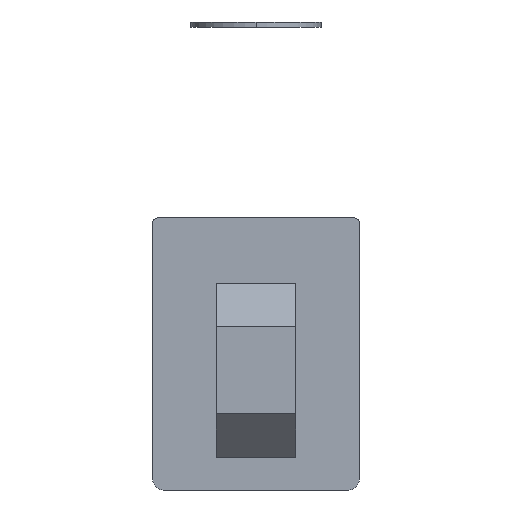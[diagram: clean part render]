
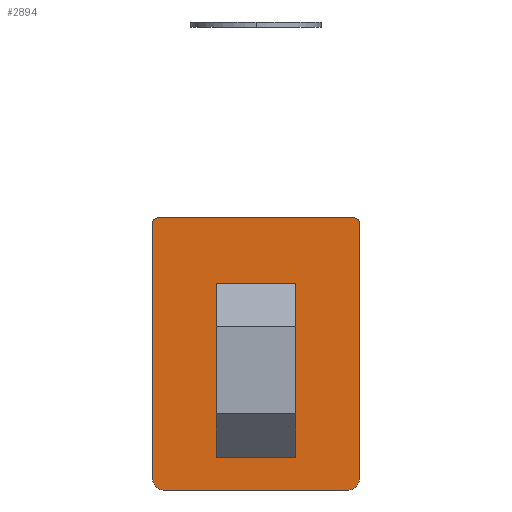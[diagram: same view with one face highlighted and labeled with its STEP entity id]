
A CAD part, front view. The second image highlights one B-rep face of the part: STEP entity #2894.
In plain terms, the highlighted planar face has unit normal (0, -1, 0).
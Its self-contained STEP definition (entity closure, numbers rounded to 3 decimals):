
#28 = EDGE_CURVE ( 'NONE', #2708, #1663, #943, .T. ) ;
#132 = CARTESIAN_POINT ( 'NONE',  ( 1., 0., -25. ) ) ;
#163 = EDGE_CURVE ( 'NONE', #1046, #3766, #4028, .T. ) ;
#180 = EDGE_LOOP ( 'NONE', ( #510, #2595, #1156, #2567, #2143, #3982, #2897, #3466 ) ) ;
#218 = DIRECTION ( 'NONE',  ( 0., 0., 1. ) ) ;
#220 = CARTESIAN_POINT ( 'NONE',  ( 8.85, 0., -17.9 ) ) ;
#303 = DIRECTION ( 'NONE',  ( 0., -1., 0. ) ) ;
#304 = EDGE_CURVE ( 'NONE', #2663, #1663, #623, .T. ) ;
#315 = DIRECTION ( 'NONE',  ( 0., -1., 0. ) ) ;
#331 = VERTEX_POINT ( 'NONE', #3628 ) ;
#436 = AXIS2_PLACEMENT_3D ( 'NONE', #2414, #303, #2763 ) ;
#449 = CARTESIAN_POINT ( 'NONE',  ( 0., 0., -25. ) ) ;
#509 = DIRECTION ( 'NONE',  ( 0., -1., 0. ) ) ;
#510 = ORIENTED_EDGE ( 'NONE', *, *, #1512, .T. ) ;
#623 = LINE ( 'NONE', #449, #1533 ) ;
#691 = AXIS2_PLACEMENT_3D ( 'NONE', #2624, #509, #2974 ) ;
#708 = VECTOR ( 'NONE', #1091, 1000. ) ;
#733 = CARTESIAN_POINT ( 'NONE',  ( 6.15, 0., -17.9 ) ) ;
#739 = DIRECTION ( 'NONE',  ( 1., 0., 0. ) ) ;
#762 = CIRCLE ( 'NONE', #436, 0.5 ) ;
#794 = CIRCLE ( 'NONE', #3947, 1. ) ;
#862 = VERTEX_POINT ( 'NONE', #132 ) ;
#891 = CARTESIAN_POINT ( 'NONE',  ( 10.15, 0., -14.1 ) ) ;
#942 = ORIENTED_EDGE ( 'NONE', *, *, #1192, .F. ) ;
#943 = CIRCLE ( 'NONE', #4471, 0.5 ) ;
#965 = CARTESIAN_POINT ( 'NONE',  ( 6.15, 0., -17.9 ) ) ;
#1003 = EDGE_CURVE ( 'NONE', #2663, #862, #794, .T. ) ;
#1046 = VERTEX_POINT ( 'NONE', #3743 ) ;
#1082 = EDGE_CURVE ( 'NONE', #862, #4272, #2136, .T. ) ;
#1091 = DIRECTION ( 'NONE',  ( 0., 0., -1. ) ) ;
#1109 = CARTESIAN_POINT ( 'NONE',  ( 0., 0., 0. ) ) ;
#1156 = ORIENTED_EDGE ( 'NONE', *, *, #4359, .F. ) ;
#1192 = EDGE_CURVE ( 'NONE', #1288, #1652, #1796, .T. ) ;
#1237 = CARTESIAN_POINT ( 'NONE',  ( 0.5, 0., 0. ) ) ;
#1250 = DIRECTION ( 'NONE',  ( 0., 0., -1. ) ) ;
#1251 = CARTESIAN_POINT ( 'NONE',  ( 1., 0., -24. ) ) ;
#1288 = VERTEX_POINT ( 'NONE', #965 ) ;
#1295 = VERTEX_POINT ( 'NONE', #2732 ) ;
#1308 = CARTESIAN_POINT ( 'NONE',  ( 0.5, 0., -0.5 ) ) ;
#1310 = VECTOR ( 'NONE', #2024, 1000. ) ;
#1352 = PLANE ( 'NONE',  #1550 ) ;
#1379 = EDGE_CURVE ( 'NONE', #4272, #2990, #3026, .T. ) ;
#1409 = LINE ( 'NONE', #4030, #4130 ) ;
#1457 = EDGE_CURVE ( 'NONE', #1652, #2642, #3740, .T. ) ;
#1512 = EDGE_CURVE ( 'NONE', #2990, #331, #1409, .T. ) ;
#1533 = VECTOR ( 'NONE', #2918, 1000. ) ;
#1550 = AXIS2_PLACEMENT_3D ( 'NONE', #3826, #315, #2782 ) ;
#1599 = DIRECTION ( 'NONE',  ( 0., 0., -1. ) ) ;
#1623 = DIRECTION ( 'NONE',  ( -1., 0., 0. ) ) ;
#1652 = VERTEX_POINT ( 'NONE', #3759 ) ;
#1661 = DIRECTION ( 'NONE',  ( 0., 0., -1. ) ) ;
#1663 = VERTEX_POINT ( 'NONE', #1995 ) ;
#1666 = VECTOR ( 'NONE', #3767, 1000. ) ;
#1712 = VECTOR ( 'NONE', #739, 1000. ) ;
#1727 = EDGE_LOOP ( 'NONE', ( #2460, #4518, #3081, #3162, #942, #2170 ) ) ;
#1759 = FACE_BOUND ( 'NONE', #1727, .T. ) ;
#1796 = LINE ( 'NONE', #220, #3555 ) ;
#1902 = CARTESIAN_POINT ( 'NONE',  ( 12.85, 0., -13.9 ) ) ;
#1995 = CARTESIAN_POINT ( 'NONE',  ( 0., 0., -0.5 ) ) ;
#2024 = DIRECTION ( 'NONE',  ( 1., 0., 0. ) ) ;
#2108 = CARTESIAN_POINT ( 'NONE',  ( 19., 0., -24. ) ) ;
#2136 = LINE ( 'NONE', #4147, #1310 ) ;
#2143 = ORIENTED_EDGE ( 'NONE', *, *, #304, .F. ) ;
#2170 = ORIENTED_EDGE ( 'NONE', *, *, #2459, .F. ) ;
#2233 = EDGE_CURVE ( 'NONE', #2642, #1046, #4490, .T. ) ;
#2277 = DIRECTION ( 'NONE',  ( 0., 0., 1. ) ) ;
#2292 = CARTESIAN_POINT ( 'NONE',  ( 0., 0., -24. ) ) ;
#2337 = DIRECTION ( 'NONE',  ( 0., -1., 0. ) ) ;
#2338 = DIRECTION ( 'NONE',  ( 1., 0., 0. ) ) ;
#2414 = CARTESIAN_POINT ( 'NONE',  ( 18.5, 0., -0.5 ) ) ;
#2459 = EDGE_CURVE ( 'NONE', #1295, #1288, #2587, .T. ) ;
#2460 = ORIENTED_EDGE ( 'NONE', *, *, #3829, .F. ) ;
#2477 = VERTEX_POINT ( 'NONE', #2515 ) ;
#2515 = CARTESIAN_POINT ( 'NONE',  ( 18.5, 0., 0. ) ) ;
#2567 = ORIENTED_EDGE ( 'NONE', *, *, #28, .T. ) ;
#2587 = LINE ( 'NONE', #733, #708 ) ;
#2595 = ORIENTED_EDGE ( 'NONE', *, *, #3326, .T. ) ;
#2624 = CARTESIAN_POINT ( 'NONE',  ( 18., 0., -24. ) ) ;
#2642 = VERTEX_POINT ( 'NONE', #1902 ) ;
#2663 = VERTEX_POINT ( 'NONE', #2292 ) ;
#2708 = VERTEX_POINT ( 'NONE', #1237 ) ;
#2732 = CARTESIAN_POINT ( 'NONE',  ( 6.15, 0., -14.1 ) ) ;
#2763 = DIRECTION ( 'NONE',  ( 0., 0., -1. ) ) ;
#2782 = DIRECTION ( 'NONE',  ( 0., 0., -1. ) ) ;
#2838 = AXIS2_PLACEMENT_3D ( 'NONE', #4444, #2337, #218 ) ;
#2894 = ADVANCED_FACE ( 'NONE', ( #4465, #1759 ), #1352, .T. ) ;
#2897 = ORIENTED_EDGE ( 'NONE', *, *, #1082, .T. ) ;
#2918 = DIRECTION ( 'NONE',  ( 0., 0., 1. ) ) ;
#2960 = CARTESIAN_POINT ( 'NONE',  ( 10.15, 0., -10.1 ) ) ;
#2974 = DIRECTION ( 'NONE',  ( 0., 0., -1. ) ) ;
#2990 = VERTEX_POINT ( 'NONE', #2108 ) ;
#3026 = CIRCLE ( 'NONE', #691, 1. ) ;
#3081 = ORIENTED_EDGE ( 'NONE', *, *, #2233, .F. ) ;
#3105 = VECTOR ( 'NONE', #1623, 1000. ) ;
#3109 = LINE ( 'NONE', #1109, #1712 ) ;
#3162 = ORIENTED_EDGE ( 'NONE', *, *, #1457, .F. ) ;
#3326 = EDGE_CURVE ( 'NONE', #331, #2477, #762, .T. ) ;
#3350 = DIRECTION ( 'NONE',  ( 0., -1., 0. ) ) ;
#3466 = ORIENTED_EDGE ( 'NONE', *, *, #1379, .T. ) ;
#3515 = CARTESIAN_POINT ( 'NONE',  ( 18., 0., -25. ) ) ;
#3555 = VECTOR ( 'NONE', #2338, 1000. ) ;
#3628 = CARTESIAN_POINT ( 'NONE',  ( 19., 0., -0.5 ) ) ;
#3727 = DIRECTION ( 'NONE',  ( 0., -1., 0. ) ) ;
#3740 = CIRCLE ( 'NONE', #2838, 4. ) ;
#3743 = CARTESIAN_POINT ( 'NONE',  ( 12.85, 0., -10.1 ) ) ;
#3747 = CARTESIAN_POINT ( 'NONE',  ( 12.85, 0., -13.9 ) ) ;
#3759 = CARTESIAN_POINT ( 'NONE',  ( 8.85, 0., -17.9 ) ) ;
#3766 = VERTEX_POINT ( 'NONE', #2960 ) ;
#3767 = DIRECTION ( 'NONE',  ( 0., 0., 1. ) ) ;
#3786 = DIRECTION ( 'NONE',  ( 0., -1., 0. ) ) ;
#3826 = CARTESIAN_POINT ( 'NONE',  ( 0., 0., -25. ) ) ;
#3829 = EDGE_CURVE ( 'NONE', #3766, #1295, #3928, .T. ) ;
#3928 = CIRCLE ( 'NONE', #4151, 4. ) ;
#3947 = AXIS2_PLACEMENT_3D ( 'NONE', #1251, #3727, #1599 ) ;
#3982 = ORIENTED_EDGE ( 'NONE', *, *, #1003, .T. ) ;
#4028 = LINE ( 'NONE', #4088, #3105 ) ;
#4030 = CARTESIAN_POINT ( 'NONE',  ( 19., 0., -25. ) ) ;
#4088 = CARTESIAN_POINT ( 'NONE',  ( 12.85, 0., -10.1 ) ) ;
#4130 = VECTOR ( 'NONE', #2277, 1000. ) ;
#4147 = CARTESIAN_POINT ( 'NONE',  ( 0., 0., -25. ) ) ;
#4151 = AXIS2_PLACEMENT_3D ( 'NONE', #891, #3350, #1250 ) ;
#4272 = VERTEX_POINT ( 'NONE', #3515 ) ;
#4359 = EDGE_CURVE ( 'NONE', #2708, #2477, #3109, .T. ) ;
#4444 = CARTESIAN_POINT ( 'NONE',  ( 8.85, 0., -13.9 ) ) ;
#4465 = FACE_OUTER_BOUND ( 'NONE', #180, .T. ) ;
#4471 = AXIS2_PLACEMENT_3D ( 'NONE', #1308, #3786, #1661 ) ;
#4490 = LINE ( 'NONE', #3747, #1666 ) ;
#4518 = ORIENTED_EDGE ( 'NONE', *, *, #163, .F. ) ;
